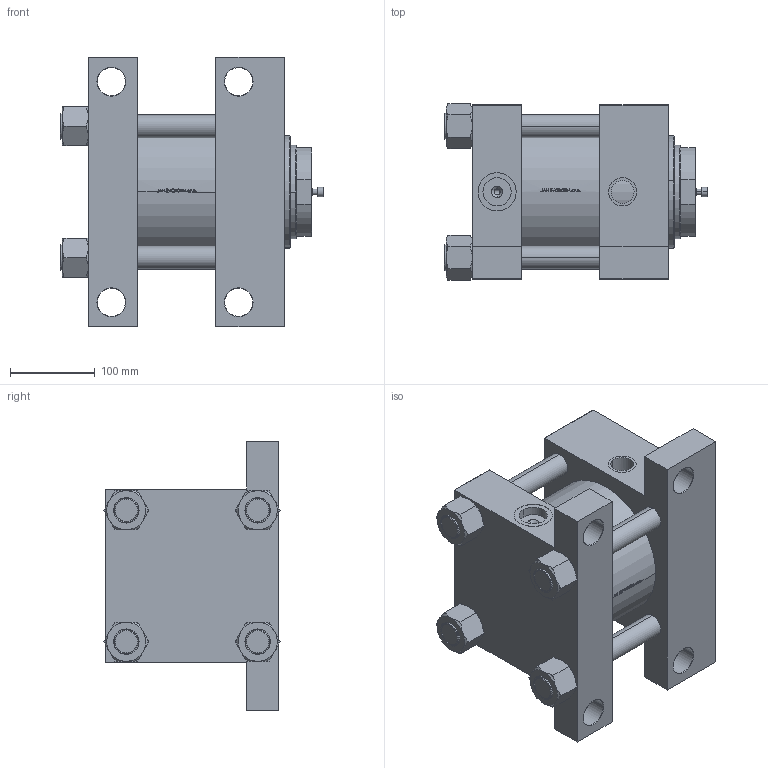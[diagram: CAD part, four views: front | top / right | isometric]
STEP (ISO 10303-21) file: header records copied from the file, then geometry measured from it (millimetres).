
FILE_DESCRIPTION (( 'STEP AP203' ), '1' );
FILE_NAME ('2e94.STEP', '2022-08-30T10:41:17', ( '' ), ( '' ), 'SwSTEP 2.0', 'SolidWorks 2019', '' );
FILE_SCHEMA (( 'CONFIG_CONTROL_DESIGN' ));
Length unit declared in the file: millimetre
Products named in the file (7): 2e94; V215CR_ROD_END_F; V215CD_VCP_G 85835370ed0b0d216bc005bf853a2b1e; V215CD_NUT_M5_G 85835370ed0b0d216bc005bf853a2b1e; V215CD_VC_G 85835370ed0b0d216bc005bf853a2b1e; V215CD_G_Body 85835370ed0b0d216bc005bf853a2b1e; V215CD_G_TYCINKA 85835370ed0b0d216bc005bf853a2b1e
Assembly tree (12 placements, depth 2):
  2e94
    V215CD_G_Body 85835370ed0b0d216bc005bf853a2b1e
    V215CD_VC_G 85835370ed0b0d216bc005bf853a2b1e
    V215CD_VCP_G 85835370ed0b0d216bc005bf853a2b1e
    V215CD_G_TYCINKA 85835370ed0b0d216bc005bf853a2b1e  x4
    V215CD_NUT_M5_G 85835370ed0b0d216bc005bf853a2b1e  x4
    V215CR_ROD_END_F
Bounding box: 310 x 208.14 x 318 mm (x, y, z)
Volume: 8186851 mm3; surface area: 768742.3 mm2
Topology: 12 solids, 12 shells, 1149 faces, 2932 edges, 1891 vertices
Faces by surface type: plane 482, bspline 380, cone 146, cylinder 129, torus 12
Entity records: 48395 total; most frequent: CARTESIAN_POINT 26056, ORIENTED_EDGE 5128, DIRECTION 3184, EDGE_CURVE 2564, VERTEX_POINT 1669, VECTOR 1322, LINE 1322, EDGE_LOOP 1097
